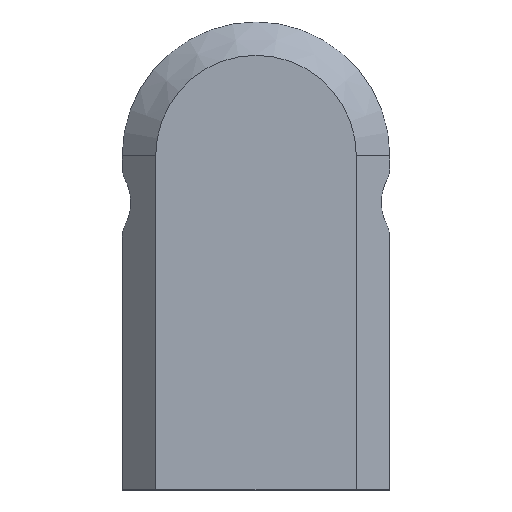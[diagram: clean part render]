
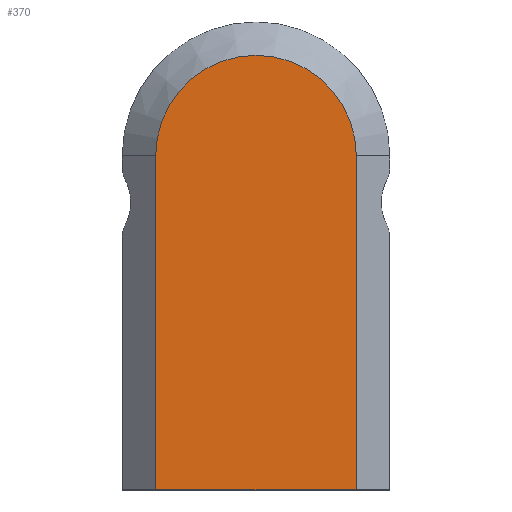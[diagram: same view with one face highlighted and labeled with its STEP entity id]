
A CAD part, top view. The second image highlights one B-rep face of the part: STEP entity #370.
In plain terms, the highlighted planar face has unit normal (0, 0, 1).
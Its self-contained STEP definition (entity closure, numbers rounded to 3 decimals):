
#313=CARTESIAN_POINT('',(-17.5,37.5,4.));
#314=VERTEX_POINT('',#313);
#322=CARTESIAN_POINT('',(-17.5,62.5,4.));
#323=VERTEX_POINT('',#322);
#330=CARTESIAN_POINT('',(-17.5,62.5,4.));
#331=DIRECTION('',(0.,-1.,0.));
#332=VECTOR('',#331,25.);
#333=LINE('',#330,#332);
#334=EDGE_CURVE('',#323,#314,#333,.T.);
#339=CARTESIAN_POINT('',(-28.75,62.5,4.));
#340=DIRECTION('',(0.,0.,-1.));
#341=DIRECTION('',(-1.,0.,0.));
#342=AXIS2_PLACEMENT_3D('',#339,#340,#341);
#343=PLANE('',#342);
#344=CARTESIAN_POINT('',(-32.5,37.5,4.));
#345=VERTEX_POINT('',#344);
#346=CARTESIAN_POINT('',(-32.5,37.5,4.));
#347=DIRECTION('',(1.,0.,-0.));
#348=VECTOR('',#347,15.);
#349=LINE('',#346,#348);
#350=EDGE_CURVE('',#345,#314,#349,.T.);
#351=ORIENTED_EDGE('',*,*,#350,.T.);
#352=ORIENTED_EDGE('',*,*,#334,.F.);
#353=CARTESIAN_POINT('',(-32.5,62.5,4.));
#354=VERTEX_POINT('',#353);
#355=CARTESIAN_POINT('',(-25.,62.5,4.));
#356=DIRECTION('',(0.,0.,1.));
#357=DIRECTION('',(1.,0.,-0.));
#358=AXIS2_PLACEMENT_3D('',#355,#356,#357);
#359=CIRCLE('',#358,7.5);
#360=EDGE_CURVE('',#323,#354,#359,.T.);
#361=ORIENTED_EDGE('',*,*,#360,.T.);
#362=CARTESIAN_POINT('',(-32.5,62.5,4.));
#363=DIRECTION('',(0.,-1.,0.));
#364=VECTOR('',#363,25.);
#365=LINE('',#362,#364);
#366=EDGE_CURVE('',#354,#345,#365,.T.);
#367=ORIENTED_EDGE('',*,*,#366,.T.);
#368=EDGE_LOOP('',(#351,#352,#361,#367));
#369=FACE_BOUND('',#368,.T.);
#370=ADVANCED_FACE('',(#369),#343,.F.);
